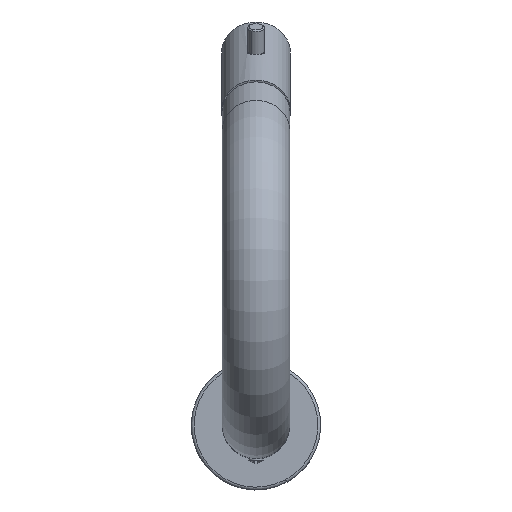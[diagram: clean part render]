
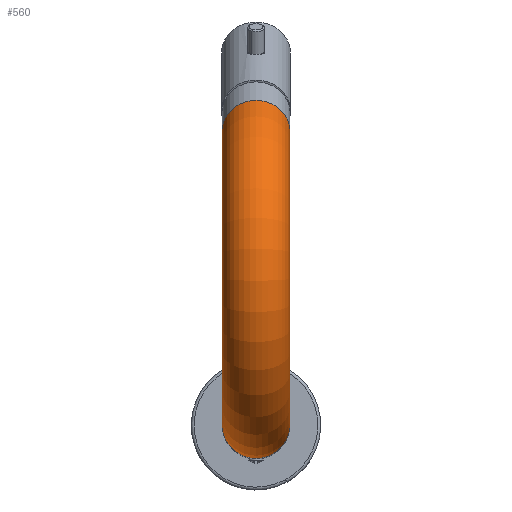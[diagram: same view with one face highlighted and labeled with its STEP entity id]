
A CAD part, top view. The second image highlights one B-rep face of the part: STEP entity #560.
In plain terms, the highlighted toroidal (fillet/blend) face has major radius 55 mm and minor radius 12 mm.
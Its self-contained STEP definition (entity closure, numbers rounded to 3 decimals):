
#484=CARTESIAN_POINT('Vertex',(12.,104.434,161.963)) ;
#491=CARTESIAN_POINT('Vertex',(-12.,104.434,161.963)) ;
#506=CARTESIAN_POINT('Axis2P3D Location',(0.,104.434,161.963)) ;
#518=CARTESIAN_POINT('Axis2P3D Location',(0.,55.,137.853)) ;
#527=CARTESIAN_POINT('Vertex',(12.,0.,137.853)) ;
#529=CARTESIAN_POINT('Vertex',(-12.,0.,137.853)) ;
#532=CARTESIAN_POINT('Axis2P3D Location',(-12.,55.,137.853)) ;
#537=CARTESIAN_POINT('Axis2P3D Location',(12.,55.,137.853)) ;
#549=CARTESIAN_POINT('Axis2P3D Location',(0.,0.,137.853)) ;
#507=DIRECTION('Axis2P3D Direction',(0.,0.438,-0.899)) ;
#519=DIRECTION('Axis2P3D Direction',(1.,0.,0.)) ;
#520=DIRECTION('Axis2P3D XDirection',(0.,0.899,0.438)) ;
#533=DIRECTION('Axis2P3D Direction',(1.,0.,0.)) ;
#538=DIRECTION('Axis2P3D Direction',(1.,0.,0.)) ;
#550=DIRECTION('Axis2P3D Direction',(0.,0.,1.)) ;
#508=AXIS2_PLACEMENT_3D('Circle Axis2P3D',#506,#507,$) ;
#521=AXIS2_PLACEMENT_3D('Torus Axis2P3D',#518,#519,#520) ;
#534=AXIS2_PLACEMENT_3D('Circle Axis2P3D',#532,#533,$) ;
#539=AXIS2_PLACEMENT_3D('Circle Axis2P3D',#537,#538,$) ;
#551=AXIS2_PLACEMENT_3D('Circle Axis2P3D',#549,#550,$) ;
#509=CIRCLE('generated circle',#508,12.) ;
#535=CIRCLE('generated circle',#534,55.) ;
#540=CIRCLE('generated circle',#539,55.) ;
#552=CIRCLE('generated circle',#551,12.) ;
#522=TOROIDAL_SURFACE('homeo Torus',#521,55.,12.) ;
#510=EDGE_CURVE('',#492,#485,#509,.T.) ;
#536=EDGE_CURVE('',#492,#530,#535,.T.) ;
#541=EDGE_CURVE('',#485,#528,#540,.T.) ;
#553=EDGE_CURVE('',#530,#528,#552,.T.) ;
#555=ORIENTED_EDGE('',*,*,#553,.T.) ;
#556=ORIENTED_EDGE('',*,*,#541,.F.) ;
#557=ORIENTED_EDGE('',*,*,#510,.F.) ;
#558=ORIENTED_EDGE('',*,*,#536,.T.) ;
#554=EDGE_LOOP('',(#555,#556,#557,#558)) ;
#485=VERTEX_POINT('',#484) ;
#492=VERTEX_POINT('',#491) ;
#528=VERTEX_POINT('',#527) ;
#530=VERTEX_POINT('',#529) ;
#560=ADVANCED_FACE('PartBody',(#559),#522,.T.) ;
#559=FACE_OUTER_BOUND('',#554,.T.) ;
